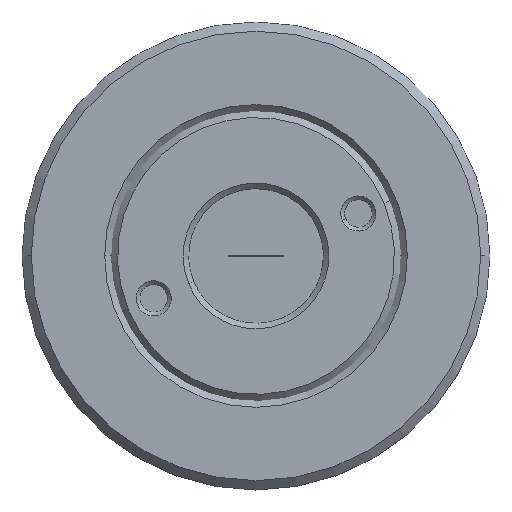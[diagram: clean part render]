
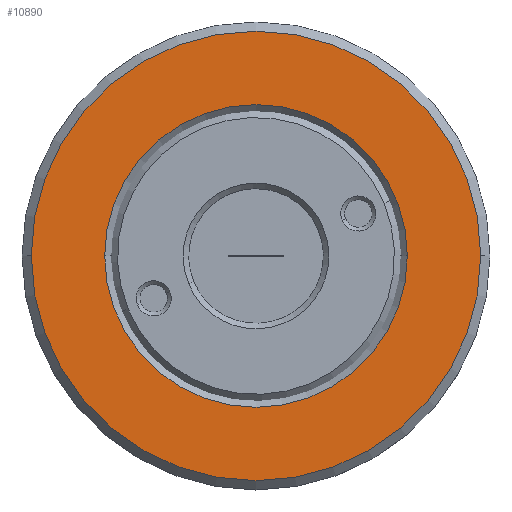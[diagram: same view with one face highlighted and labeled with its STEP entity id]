
A CAD part, top view. The second image highlights one B-rep face of the part: STEP entity #10890.
In plain terms, the highlighted planar face has unit normal (0, 0, 1).
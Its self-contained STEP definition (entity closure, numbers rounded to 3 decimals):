
#629 = AXIS2_PLACEMENT_3D ( 'NONE', #7535, #6303, #7460 ) ;
#741 = CIRCLE ( 'NONE', #3914, 8.2 ) ;
#1067 = DIRECTION ( 'NONE',  ( 1., 0., 0. ) ) ;
#1319 = AXIS2_PLACEMENT_3D ( 'NONE', #11550, #2448, #10400 ) ;
#2335 = CIRCLE ( 'NONE', #5508, 8.2 ) ;
#2448 = DIRECTION ( 'NONE',  ( 0., 0., -1. ) ) ;
#2809 = CIRCLE ( 'NONE', #629, 12.175 ) ;
#2961 = PLANE ( 'NONE',  #7958 ) ;
#3366 = DIRECTION ( 'NONE',  ( 0., 0., -1. ) ) ;
#3914 = AXIS2_PLACEMENT_3D ( 'NONE', #10375, #3366, #9071 ) ;
#4113 = ORIENTED_EDGE ( 'NONE', *, *, #9363, .T. ) ;
#4647 = EDGE_CURVE ( 'NONE', #10514, #14572, #7900, .T. ) ;
#5157 = VERTEX_POINT ( 'NONE', #11969 ) ;
#5501 = VERTEX_POINT ( 'NONE', #9052 ) ;
#5508 = AXIS2_PLACEMENT_3D ( 'NONE', #5555, #13776, #1067 ) ;
#5555 = CARTESIAN_POINT ( 'NONE',  ( -52.13, 5.766, 1.466 ) ) ;
#6248 = FACE_OUTER_BOUND ( 'NONE', #10084, .T. ) ;
#6303 = DIRECTION ( 'NONE',  ( 0., 0., -1. ) ) ;
#6316 = DIRECTION ( 'NONE',  ( 0., 0., 1. ) ) ;
#6455 = EDGE_CURVE ( 'NONE', #5501, #5157, #2335, .T. ) ;
#6616 = ORIENTED_EDGE ( 'NONE', *, *, #6455, .T. ) ;
#7460 = DIRECTION ( 'NONE',  ( -1., 0., 0. ) ) ;
#7461 = CARTESIAN_POINT ( 'NONE',  ( -64.305, 5.766, 1.466 ) ) ;
#7535 = CARTESIAN_POINT ( 'NONE',  ( -52.13, 5.766, 1.466 ) ) ;
#7550 = DIRECTION ( 'NONE',  ( 1., 0., 0. ) ) ;
#7629 = CARTESIAN_POINT ( 'NONE',  ( -52.13, 5.766, 1.466 ) ) ;
#7900 = CIRCLE ( 'NONE', #1319, 12.175 ) ;
#7958 = AXIS2_PLACEMENT_3D ( 'NONE', #7629, #6316, #7550 ) ;
#8103 = ORIENTED_EDGE ( 'NONE', *, *, #13405, .F. ) ;
#9052 = CARTESIAN_POINT ( 'NONE',  ( -43.93, 5.766, 1.466 ) ) ;
#9071 = DIRECTION ( 'NONE',  ( 1., 0., 0. ) ) ;
#9363 = EDGE_CURVE ( 'NONE', #5157, #5501, #741, .T. ) ;
#10084 = EDGE_LOOP ( 'NONE', ( #13387, #8103 ) ) ;
#10375 = CARTESIAN_POINT ( 'NONE',  ( -52.13, 5.766, 1.466 ) ) ;
#10400 = DIRECTION ( 'NONE',  ( -1., 0., 0. ) ) ;
#10514 = VERTEX_POINT ( 'NONE', #7461 ) ;
#10890 = ADVANCED_FACE ( 'NONE', ( #13394, #6248 ), #2961, .T. ) ;
#10897 = CARTESIAN_POINT ( 'NONE',  ( -39.955, 5.766, 1.466 ) ) ;
#11550 = CARTESIAN_POINT ( 'NONE',  ( -52.13, 5.766, 1.466 ) ) ;
#11969 = CARTESIAN_POINT ( 'NONE',  ( -60.33, 5.766, 1.466 ) ) ;
#12557 = EDGE_LOOP ( 'NONE', ( #6616, #4113 ) ) ;
#13387 = ORIENTED_EDGE ( 'NONE', *, *, #4647, .F. ) ;
#13394 = FACE_BOUND ( 'NONE', #12557, .T. ) ;
#13405 = EDGE_CURVE ( 'NONE', #14572, #10514, #2809, .T. ) ;
#13776 = DIRECTION ( 'NONE',  ( 0., 0., -1. ) ) ;
#14572 = VERTEX_POINT ( 'NONE', #10897 ) ;
